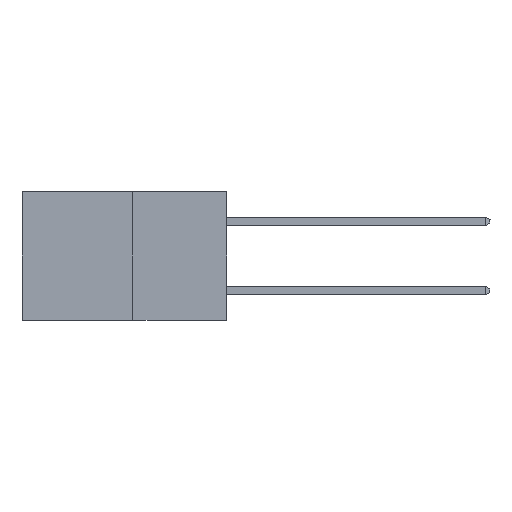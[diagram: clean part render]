
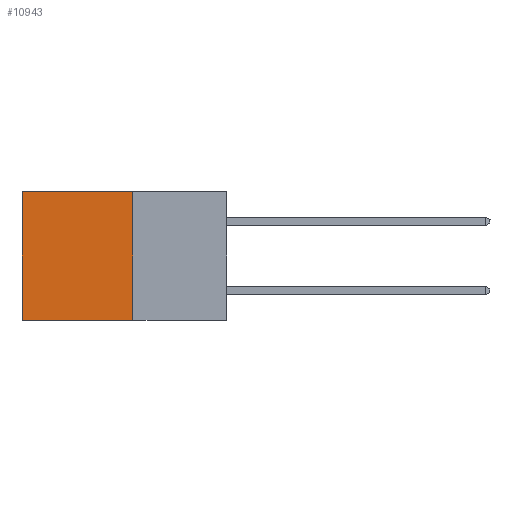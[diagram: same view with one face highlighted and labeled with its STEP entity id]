
A CAD part, left-side view. The second image highlights one B-rep face of the part: STEP entity #10943.
In plain terms, the highlighted planar face has unit normal (-1, 0, 0).
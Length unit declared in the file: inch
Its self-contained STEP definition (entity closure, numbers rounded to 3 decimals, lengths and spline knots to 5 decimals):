
#153 = LINE ( 'NONE', #12226, #3970 ) ;
#300 = FACE_OUTER_BOUND ( 'NONE', #5948, .T. ) ;
#1752 = CARTESIAN_POINT ( 'NONE',  ( 0.277, 0.27, 0. ) ) ;
#1877 = DIRECTION ( 'NONE',  ( 0., 1., 0. ) ) ;
#1915 = CARTESIAN_POINT ( 'NONE',  ( 0.277, 0.27, 0. ) ) ;
#2267 = CARTESIAN_POINT ( 'NONE',  ( 0.277, 0.59, 0. ) ) ;
#2286 = DIRECTION ( 'NONE',  ( 0., 1., 0. ) ) ;
#2743 = EDGE_CURVE ( 'NONE', #12484, #10835, #11184, .T. ) ;
#2940 = VECTOR ( 'NONE', #18221, 39.37008 ) ;
#3970 = VECTOR ( 'NONE', #2286, 39.37008 ) ;
#4370 = EDGE_CURVE ( 'NONE', #12484, #8856, #17537, .T. ) ;
#5456 = VECTOR ( 'NONE', #5459, 39.37008 ) ;
#5459 = DIRECTION ( 'NONE',  ( 0., 0., -1. ) ) ;
#5948 = EDGE_LOOP ( 'NONE', ( #18087, #15676, #9925, #10154 ) ) ;
#6744 = CARTESIAN_POINT ( 'NONE',  ( 0.277, 0.27, -0.37 ) ) ;
#7397 = VECTOR ( 'NONE', #1877, 39.37008 ) ;
#8149 = DIRECTION ( 'NONE',  ( 1., 0., 0. ) ) ;
#8214 = EDGE_CURVE ( 'NONE', #8856, #13265, #153, .T. ) ;
#8856 = VERTEX_POINT ( 'NONE', #16284 ) ;
#9200 = LINE ( 'NONE', #15340, #5456 ) ;
#9925 = ORIENTED_EDGE ( 'NONE', *, *, #4370, .F. ) ;
#10154 = ORIENTED_EDGE ( 'NONE', *, *, #2743, .T. ) ;
#10835 = VERTEX_POINT ( 'NONE', #2267 ) ;
#10943 = ADVANCED_FACE ( 'NONE', ( #300 ), #15225, .F. ) ;
#11184 = LINE ( 'NONE', #1915, #7397 ) ;
#11826 = CARTESIAN_POINT ( 'NONE',  ( 0.277, 0.59, -0.37 ) ) ;
#12226 = CARTESIAN_POINT ( 'NONE',  ( 0.277, 0.27, -0.37 ) ) ;
#12484 = VERTEX_POINT ( 'NONE', #1752 ) ;
#13265 = VERTEX_POINT ( 'NONE', #11826 ) ;
#15225 = PLANE ( 'NONE',  #17262 ) ;
#15340 = CARTESIAN_POINT ( 'NONE',  ( 0.277, 0.59, -0.37 ) ) ;
#15676 = ORIENTED_EDGE ( 'NONE', *, *, #8214, .F. ) ;
#16284 = CARTESIAN_POINT ( 'NONE',  ( 0.277, 0.27, -0.37 ) ) ;
#16453 = EDGE_CURVE ( 'NONE', #10835, #13265, #9200, .T. ) ;
#17262 = AXIS2_PLACEMENT_3D ( 'NONE', #6744, #8149, #18038 ) ;
#17537 = LINE ( 'NONE', #18269, #2940 ) ;
#18038 = DIRECTION ( 'NONE',  ( 0., 0., -1. ) ) ;
#18087 = ORIENTED_EDGE ( 'NONE', *, *, #16453, .T. ) ;
#18221 = DIRECTION ( 'NONE',  ( 0., 0., -1. ) ) ;
#18269 = CARTESIAN_POINT ( 'NONE',  ( 0.277, 0.27, -0.37 ) ) ;
